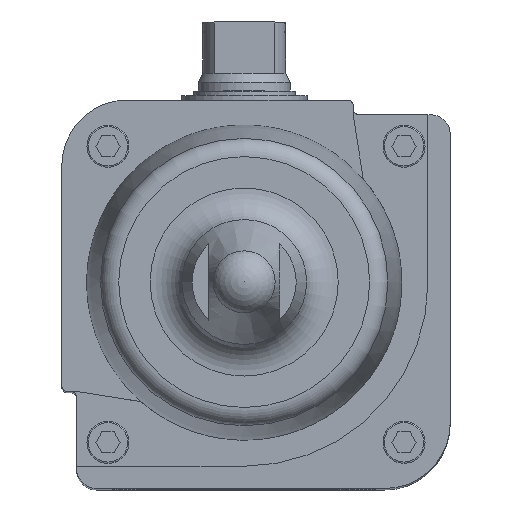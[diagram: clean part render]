
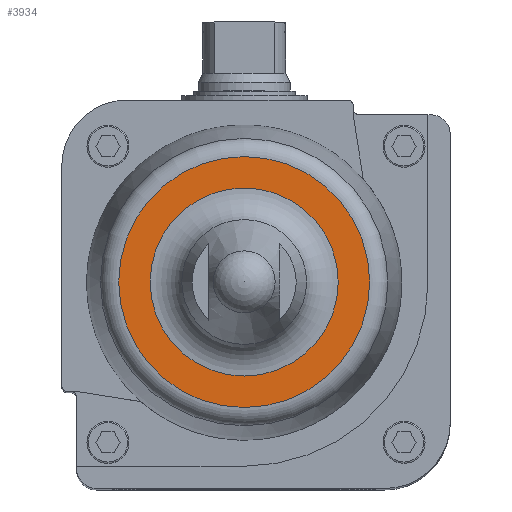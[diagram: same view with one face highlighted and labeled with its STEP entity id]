
A CAD part, top view. The second image highlights one B-rep face of the part: STEP entity #3934.
In plain terms, the highlighted planar face has unit normal (0, 0, 1).
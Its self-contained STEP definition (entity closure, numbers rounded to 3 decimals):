
#121=PLANE('',#4309);
#1183=ORIENTED_EDGE('',*,*,#2137,.F.);
#1184=ORIENTED_EDGE('',*,*,#2136,.T.);
#2136=EDGE_CURVE('',#2637,#2637,#2977,.T.);
#2137=EDGE_CURVE('',#2638,#2638,#2978,.T.);
#2637=VERTEX_POINT('',#6210);
#2638=VERTEX_POINT('',#6213);
#2977=CIRCLE('',#4308,35.824);
#2978=CIRCLE('',#4310,47.805);
#3178=EDGE_LOOP('',(#1183));
#3179=EDGE_LOOP('',(#1184));
#3562=FACE_BOUND('',#3178,.T.);
#3563=FACE_BOUND('',#3179,.T.);
#3934=ADVANCED_FACE('',(#3562,#3563),#121,.F.);
#4308=AXIS2_PLACEMENT_3D('',#6209,#4951,#4952);
#4309=AXIS2_PLACEMENT_3D('',#6211,#4953,#4954);
#4310=AXIS2_PLACEMENT_3D('',#6212,#4955,#4956);
#4951=DIRECTION('',(0.,0.,-1.));
#4952=DIRECTION('',(-1.,0.,0.));
#4953=DIRECTION('',(0.,0.,-1.));
#4954=DIRECTION('',(-1.,0.,0.));
#4955=DIRECTION('',(0.,0.,-1.));
#4956=DIRECTION('',(-1.,0.,0.));
#6209=CARTESIAN_POINT('',(0.,0.,255.));
#6210=CARTESIAN_POINT('',(-35.824,0.,255.));
#6211=CARTESIAN_POINT('',(0.,35.824,255.));
#6212=CARTESIAN_POINT('',(0.,0.,255.));
#6213=CARTESIAN_POINT('',(-47.805,0.,255.));
